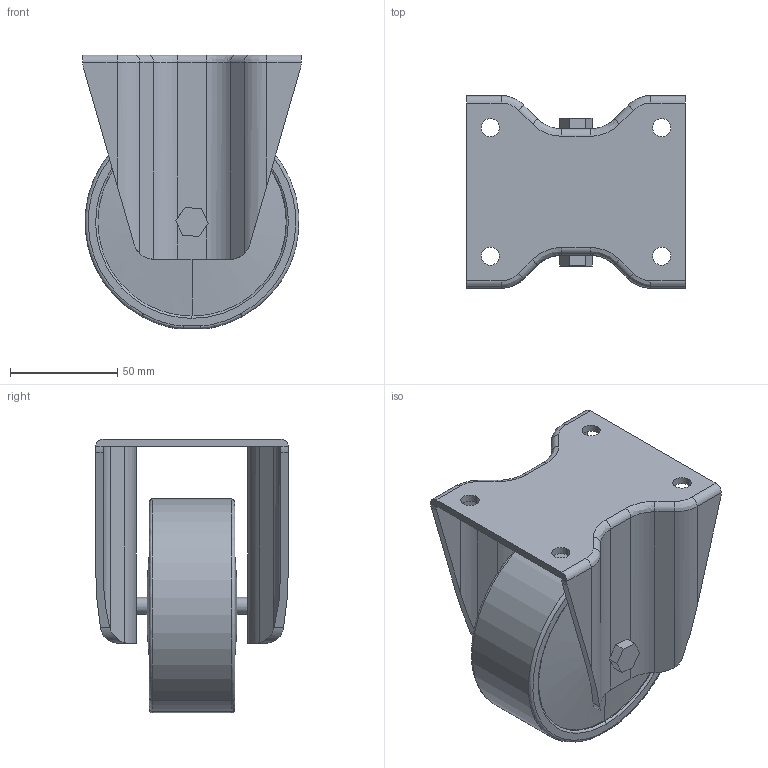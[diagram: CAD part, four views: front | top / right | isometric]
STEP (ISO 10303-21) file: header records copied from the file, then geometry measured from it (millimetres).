
FILE_DESCRIPTION (( 'STEP AP214' ), '1' );
FILE_NAME ('7420216', '2019-02-04T12:25:55', ( '' ), ('JUGARD+KÜNSTNER GmbH'), 'SwSTEP 2.0', 'SolidWorks 2017', '' );
FILE_SCHEMA (( 'AUTOMOTIVE_DESIGN' ));
Length unit declared in the file: millimetre
Products named in the file (1): 7420216_CNAJF00
Bounding box: 102 x 90 x 128 mm (x, y, z)
Volume: 392700.4 mm3; surface area: 78476.7 mm2
Topology: 1 solids, 3 shells, 144 faces, 366 edges, 232 vertices
Faces by surface type: cylinder 62, plane 55, bspline 23, cone 4
Entity records: 6849 total; most frequent: CARTESIAN_POINT 1894, ORIENTED_EDGE 732, DIRECTION 663, EDGE_CURVE 366, AXIS2_PLACEMENT_3D 243, VERTEX_POINT 232, LINE 177, VECTOR 177
